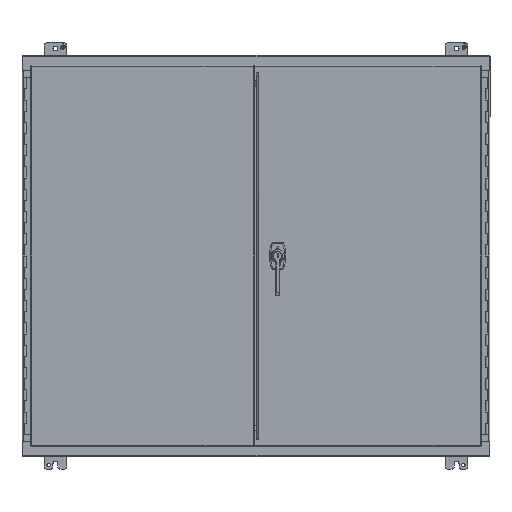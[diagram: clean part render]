
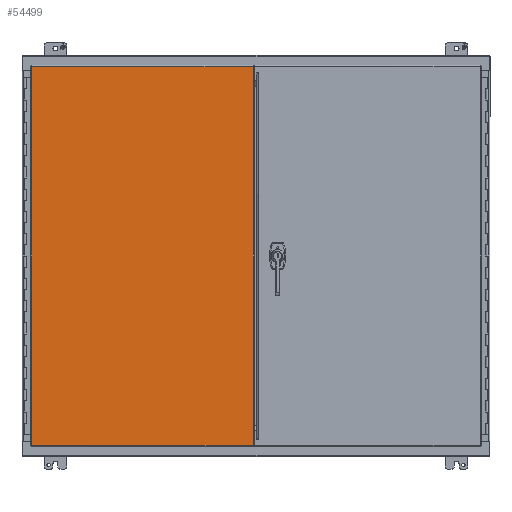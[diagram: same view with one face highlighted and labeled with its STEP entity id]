
A CAD part, front view. The second image highlights one B-rep face of the part: STEP entity #54499.
In plain terms, the highlighted planar face has unit normal (0, -1, 0).
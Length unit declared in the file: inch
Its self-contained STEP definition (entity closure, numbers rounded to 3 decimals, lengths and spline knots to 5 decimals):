
#3526 = DIRECTION ( 'NONE',  ( 0., 0., -1. ) ) ;
#6954 = CARTESIAN_POINT ( 'NONE',  ( -20.107, -13.138, -16.982 ) ) ;
#7205 = ORIENTED_EDGE ( 'NONE', *, *, #22955, .T. ) ;
#7535 = DIRECTION ( 'NONE',  ( 1., 0., 0. ) ) ;
#7623 = EDGE_CURVE ( 'NONE', #29199, #36405, #8099, .T. ) ;
#7820 = CARTESIAN_POINT ( 'NONE',  ( -0.268, -13.138, -16.982 ) ) ;
#8099 = LINE ( 'NONE', #56059, #15996 ) ;
#8940 = ORIENTED_EDGE ( 'NONE', *, *, #14418, .T. ) ;
#10196 = CARTESIAN_POINT ( 'NONE',  ( -0.268, -13.138, -16.608 ) ) ;
#11091 = VECTOR ( 'NONE', #21511, 39.37008 ) ;
#12728 = ORIENTED_EDGE ( 'NONE', *, *, #7623, .T. ) ;
#13358 = VECTOR ( 'NONE', #7535, 39.37008 ) ;
#14418 = EDGE_CURVE ( 'NONE', #35743, #38535, #34433, .T. ) ;
#14948 = VERTEX_POINT ( 'NONE', #31360 ) ;
#15849 = DIRECTION ( 'NONE',  ( 0., 0., -1. ) ) ;
#15996 = VECTOR ( 'NONE', #24478, 39.37008 ) ;
#18321 = CARTESIAN_POINT ( 'NONE',  ( -0.268, -13.138, -16.982 ) ) ;
#20059 = VERTEX_POINT ( 'NONE', #35624 ) ;
#21511 = DIRECTION ( 'NONE',  ( 0., 0., 1. ) ) ;
#22557 = VECTOR ( 'NONE', #39557, 39.37008 ) ;
#22955 = EDGE_CURVE ( 'NONE', #36405, #14948, #23332, .T. ) ;
#23332 = LINE ( 'NONE', #54068, #38017 ) ;
#23658 = AXIS2_PLACEMENT_3D ( 'NONE', #6954, #27915, #15849 ) ;
#24478 = DIRECTION ( 'NONE',  ( -1., 0., 0. ) ) ;
#27915 = DIRECTION ( 'NONE',  ( 0., -1., 0. ) ) ;
#29199 = VERTEX_POINT ( 'NONE', #30229 ) ;
#29802 = CARTESIAN_POINT ( 'NONE',  ( -0.268, -13.138, 16.608 ) ) ;
#29885 = EDGE_CURVE ( 'NONE', #29199, #38535, #30377, .T. ) ;
#30143 = CARTESIAN_POINT ( 'NONE',  ( -0.268, -13.138, -16.982 ) ) ;
#30221 = LINE ( 'NONE', #7820, #42085 ) ;
#30229 = CARTESIAN_POINT ( 'NONE',  ( -0.268, -13.138, 16.982 ) ) ;
#30377 = LINE ( 'NONE', #18321, #22557 ) ;
#31360 = CARTESIAN_POINT ( 'NONE',  ( -20.107, -13.138, -16.982 ) ) ;
#33492 = EDGE_LOOP ( 'NONE', ( #12728, #7205, #38919, #38166, #8940, #41762 ) ) ;
#34433 = LINE ( 'NONE', #30143, #11091 ) ;
#35624 = CARTESIAN_POINT ( 'NONE',  ( -0.268, -13.138, -16.982 ) ) ;
#35743 = VERTEX_POINT ( 'NONE', #10196 ) ;
#36405 = VERTEX_POINT ( 'NONE', #37021 ) ;
#37021 = CARTESIAN_POINT ( 'NONE',  ( -20.107, -13.138, 16.982 ) ) ;
#38017 = VECTOR ( 'NONE', #48902, 39.37008 ) ;
#38166 = ORIENTED_EDGE ( 'NONE', *, *, #44550, .F. ) ;
#38535 = VERTEX_POINT ( 'NONE', #29802 ) ;
#38919 = ORIENTED_EDGE ( 'NONE', *, *, #49637, .T. ) ;
#39557 = DIRECTION ( 'NONE',  ( 0., 0., -1. ) ) ;
#41762 = ORIENTED_EDGE ( 'NONE', *, *, #29885, .F. ) ;
#42085 = VECTOR ( 'NONE', #3526, 39.37008 ) ;
#44550 = EDGE_CURVE ( 'NONE', #35743, #20059, #30221, .T. ) ;
#46297 = PLANE ( 'NONE',  #23658 ) ;
#47165 = LINE ( 'NONE', #55501, #13358 ) ;
#48902 = DIRECTION ( 'NONE',  ( 0., 0., -1. ) ) ;
#49637 = EDGE_CURVE ( 'NONE', #14948, #20059, #47165, .T. ) ;
#50602 = FACE_OUTER_BOUND ( 'NONE', #33492, .T. ) ;
#54068 = CARTESIAN_POINT ( 'NONE',  ( -20.107, -13.138, -16.982 ) ) ;
#54499 = ADVANCED_FACE ( 'NONE', ( #50602 ), #46297, .T. ) ;
#55501 = CARTESIAN_POINT ( 'NONE',  ( -20.107, -13.138, -16.982 ) ) ;
#56059 = CARTESIAN_POINT ( 'NONE',  ( -20.107, -13.138, 16.982 ) ) ;
